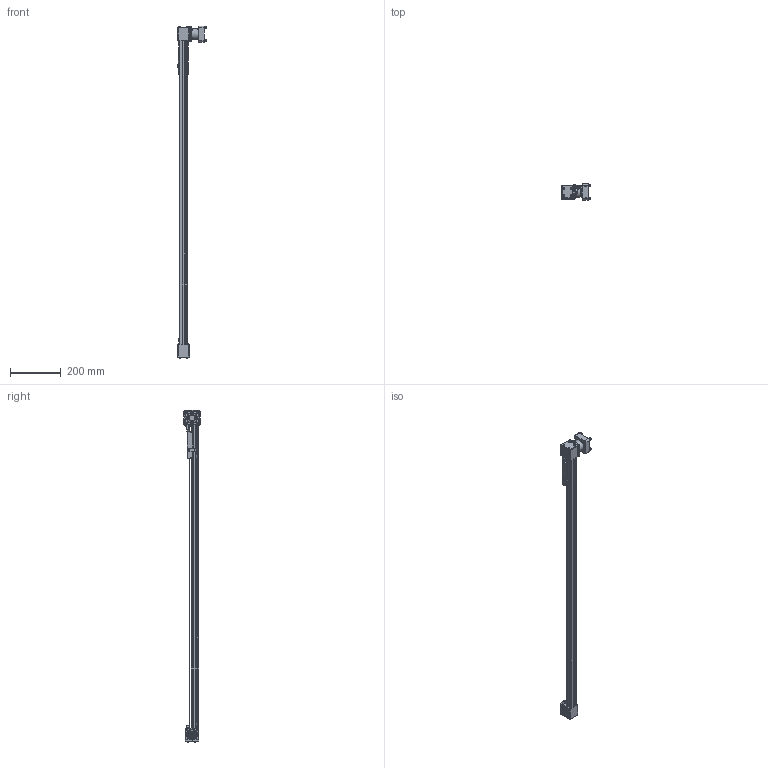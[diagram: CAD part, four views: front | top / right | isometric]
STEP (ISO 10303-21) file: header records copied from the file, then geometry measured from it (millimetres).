
FILE_DESCRIPTION (( 'STEP AP203' ), '1' );
FILE_NAME ('MXB-485017-1.step', '2025-03-31T13:51:13', ( '' ), ( '' ), 'SwSTEP 2.0', 'SolidWorks 2024', '' );
FILE_SCHEMA (( 'CONFIG_CONTROL_DESIGN' ));
Length unit declared in the file: inch
Products named in the file (6): tempJoin3_45109053_MXB-485017-1; 85169806_MXB-485017-1; 81009800_MXB-485017-1; Base_MXB-485017-1; MXB-485017-1; 85169074_MXB-485017-1
Assembly tree (6 placements, depth 2):
  MXB-485017-1
    85169806_MXB-485017-1
    81009800_MXB-485017-1  x2
    85169074_MXB-485017-1
    tempJoin3_45109053_MXB-485017-1
    Base_MXB-485017-1
Bounding box: 117.88 x 63.17 x 1306.78 mm (x, y, z)
Volume: 1332810.8 mm3; surface area: 344144.1 mm2
Topology: 11 solids, 34 shells, 2115 faces, 5269 edges, 3352 vertices
Faces by surface type: plane 1204, cylinder 626, cone 191, torus 38, bspline 32, sphere 24
Full cylindrical faces by diameter (mm): 1 x4, 1.575 x8, 2.25 x4, 2.5 x2, 2.921 x4, 3 x20, 3.3 x25, 3.454 x6, 3.505 x4, 3.91 x4, 3.97 x4, 4 x13, 4.201 x4, 4.572 x1, 4.623 x4, 4.724 x1, 4.826 x4, 4.851 x1, 4.93 x4, 5 x6, 5.001 x4, 5.5 x14, 5.74 x2, 6 x8, 6.604 x4, 7 x9, 7.6 x8, 7.874 x4, 7.9 x4, 8.5 x4
Entity records: 60911 total; most frequent: CARTESIAN_POINT 13350, DIRECTION 9792, ORIENTED_EDGE 9146, EDGE_CURVE 4573, AXIS2_PLACEMENT_3D 3481, VERTEX_POINT 3095, VECTOR 2830, LINE 2830
